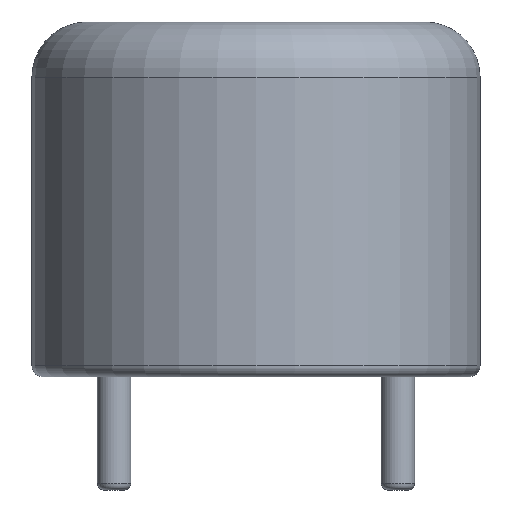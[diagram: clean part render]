
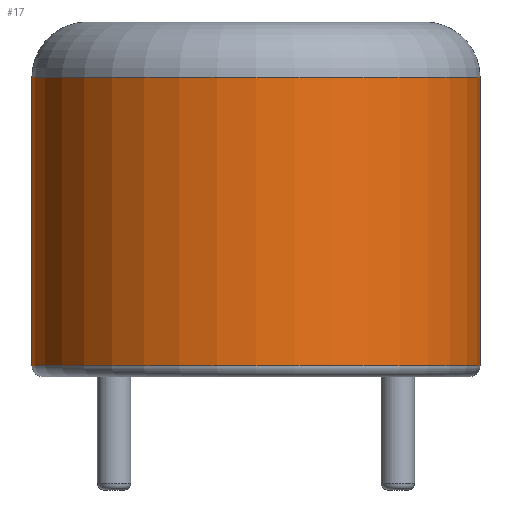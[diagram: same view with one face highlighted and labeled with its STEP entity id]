
A CAD part, front view. The second image highlights one B-rep face of the part: STEP entity #17.
In plain terms, the highlighted cylindrical face has radius 6 mm (diameter 12 mm), a full revolution.
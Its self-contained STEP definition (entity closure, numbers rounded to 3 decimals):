
#13=DIRECTION('',(0.,0.,1.));
#17=ADVANCED_FACE('',(#18),#43,.T.);
#18=FACE_BOUND('',#19,.F.);
#19=EDGE_LOOP('',(#20,#29,#36,#37));
#20=ORIENTED_EDGE('',*,*,#21,.T.);
#21=EDGE_CURVE('',#22,#24,#26,.T.);
#22=VERTEX_POINT('',#23);
#23=CARTESIAN_POINT('',(9.8,0.,0.33));
#24=VERTEX_POINT('',#25);
#25=CARTESIAN_POINT('',(9.8,0.,8.049));
#26=LINE('',#27,#28);
#27=CARTESIAN_POINT('',(9.8,0.,0.03));
#28=VECTOR('',#13,1.);
#29=ORIENTED_EDGE('',*,*,#30,.T.);
#30=EDGE_CURVE('',#24,#24,#31,.T.);
#31=CIRCLE('',#32,6.);
#32=AXIS2_PLACEMENT_3D('',#33,#34,#35);
#33=CARTESIAN_POINT('',(3.8,0.,8.049));
#34=DIRECTION('',(0.,0.,1.));
#35=DIRECTION('',(1.,0.,0.));
#36=ORIENTED_EDGE('',*,*,#21,.F.);
#37=ORIENTED_EDGE('',*,*,#38,.F.);
#38=EDGE_CURVE('',#22,#22,#39,.T.);
#39=CIRCLE('',#40,6.);
#40=AXIS2_PLACEMENT_3D('',#41,#34,#42);
#41=CARTESIAN_POINT('',(3.8,0.,0.33));
#42=DIRECTION('',(1.,0.,0.));
#43=CYLINDRICAL_SURFACE('',#44,6.);
#44=AXIS2_PLACEMENT_3D('',#45,#46,#47);
#45=CARTESIAN_POINT('',(3.8,0.,0.03));
#46=DIRECTION('',(0.,0.,-1.));
#47=DIRECTION('',(1.,0.,0.));
